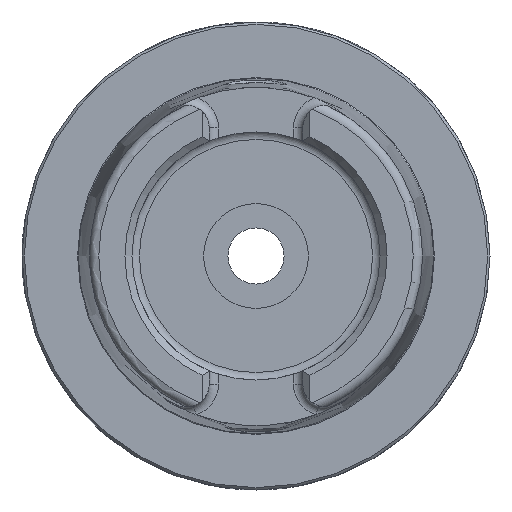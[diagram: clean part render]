
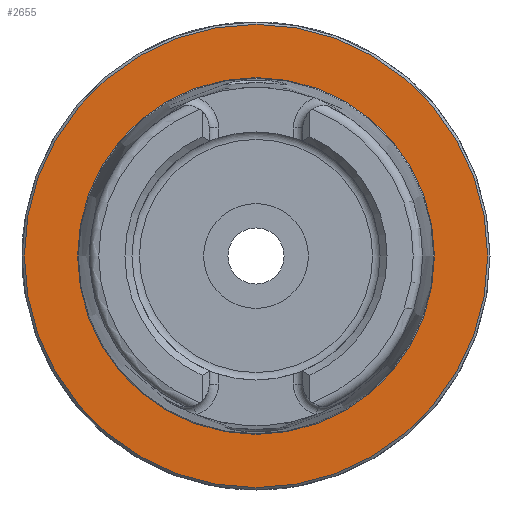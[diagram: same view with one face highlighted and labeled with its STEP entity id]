
A CAD part, left-side view. The second image highlights one B-rep face of the part: STEP entity #2655.
In plain terms, the highlighted planar face has unit normal (-1, 0, 0).
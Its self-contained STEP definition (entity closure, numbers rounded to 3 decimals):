
#108=FACE_BOUND('',#905,.T.);
#148=PLANE('',#2991);
#574=CIRCLE('',#2989,38.12);
#575=CIRCLE('',#2990,38.12);
#576=CIRCLE('',#2992,49.5);
#577=CIRCLE('',#2993,49.5);
#751=FACE_OUTER_BOUND('',#904,.T.);
#904=EDGE_LOOP('',(#2490,#2491));
#905=EDGE_LOOP('',(#2492,#2493));
#1280=VERTEX_POINT('',#5903);
#1281=VERTEX_POINT('',#5905);
#1282=VERTEX_POINT('',#5909);
#1283=VERTEX_POINT('',#5910);
#1688=EDGE_CURVE('',#1281,#1280,#574,.T.);
#1689=EDGE_CURVE('',#1280,#1281,#575,.T.);
#1690=EDGE_CURVE('',#1282,#1283,#576,.T.);
#1691=EDGE_CURVE('',#1283,#1282,#577,.T.);
#2490=ORIENTED_EDGE('',*,*,#1690,.F.);
#2491=ORIENTED_EDGE('',*,*,#1691,.F.);
#2492=ORIENTED_EDGE('',*,*,#1688,.T.);
#2493=ORIENTED_EDGE('',*,*,#1689,.T.);
#2655=ADVANCED_FACE('',(#751,#108),#148,.T.);
#2989=AXIS2_PLACEMENT_3D('',#5906,#3743,#3744);
#2990=AXIS2_PLACEMENT_3D('',#5907,#3745,#3746);
#2991=AXIS2_PLACEMENT_3D('',#5908,#3747,#3748);
#2992=AXIS2_PLACEMENT_3D('',#5911,#3749,#3750);
#2993=AXIS2_PLACEMENT_3D('',#5912,#3751,#3752);
#3743=DIRECTION('center_axis',(1.,0.,0.));
#3744=DIRECTION('ref_axis',(0.,0.,-1.));
#3745=DIRECTION('center_axis',(1.,0.,0.));
#3746=DIRECTION('ref_axis',(0.,0.,-1.));
#3747=DIRECTION('center_axis',(-1.,0.,0.));
#3748=DIRECTION('ref_axis',(0.,0.,1.));
#3749=DIRECTION('center_axis',(1.,0.,0.));
#3750=DIRECTION('ref_axis',(0.,0.,-1.));
#3751=DIRECTION('center_axis',(1.,0.,0.));
#3752=DIRECTION('ref_axis',(0.,0.,-1.));
#5903=CARTESIAN_POINT('',(0.,0.,38.12));
#5905=CARTESIAN_POINT('',(0.,38.12,0.));
#5906=CARTESIAN_POINT('Origin',(0.,0.,0.));
#5907=CARTESIAN_POINT('Origin',(0.,0.,0.));
#5908=CARTESIAN_POINT('Origin',(0.,49.5,0.));
#5909=CARTESIAN_POINT('',(0.,49.5,0.));
#5910=CARTESIAN_POINT('',(0.,-49.5,0.));
#5911=CARTESIAN_POINT('Origin',(0.,0.,0.));
#5912=CARTESIAN_POINT('Origin',(0.,0.,0.));
